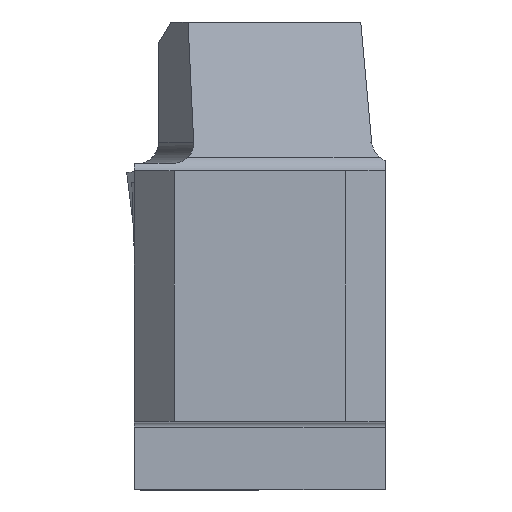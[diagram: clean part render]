
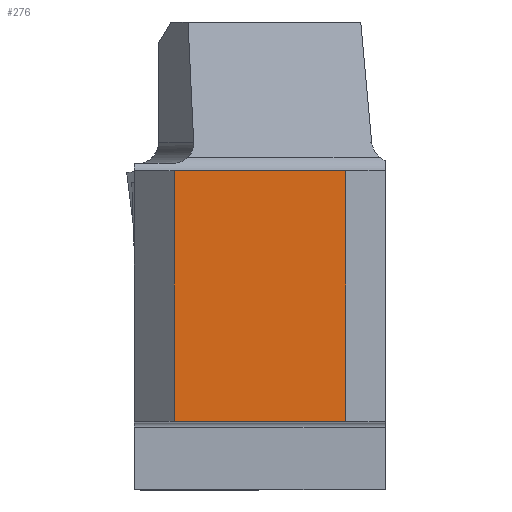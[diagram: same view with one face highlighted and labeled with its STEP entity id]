
A CAD part, top view. The second image highlights one B-rep face of the part: STEP entity #276.
In plain terms, the highlighted planar face has unit normal (0, 0, 1).
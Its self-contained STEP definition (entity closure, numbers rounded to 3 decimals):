
#276=ADVANCED_FACE('CU_BACK_SU1',(#452),#385,.F.);
#385=PLANE('',#2242);
#452=FACE_OUTER_BOUND('',#556,.T.);
#556=EDGE_LOOP('',(#811,#812,#813,#814));
#811=ORIENTED_EDGE('',*,*,#1576,.F.);
#812=ORIENTED_EDGE('',*,*,#1577,.T.);
#813=ORIENTED_EDGE('',*,*,#1578,.T.);
#814=ORIENTED_EDGE('',*,*,#1579,.F.);
#1367=VERTEX_POINT('',#3175);
#1368=VERTEX_POINT('',#3176);
#1369=VERTEX_POINT('',#3178);
#1370=VERTEX_POINT('',#3180);
#1576=EDGE_CURVE('',#1367,#1368,#1846,.T.);
#1577=EDGE_CURVE('',#1367,#1369,#1847,.T.);
#1578=EDGE_CURVE('',#1369,#1370,#1848,.T.);
#1579=EDGE_CURVE('',#1368,#1370,#1849,.T.);
#1846=LINE('',#3174,#2012);
#1847=LINE('',#3177,#2013);
#1848=LINE('',#3179,#2014);
#1849=LINE('',#3181,#2015);
#2012=VECTOR('',#2537,1.);
#2013=VECTOR('',#2538,1.);
#2014=VECTOR('',#2539,1.);
#2015=VECTOR('',#2540,1.);
#2242=AXIS2_PLACEMENT_3D('',#3182,#2541,#2542);
#2537=DIRECTION('',(0.,1.,0.));
#2538=DIRECTION('',(1.,0.,0.));
#2539=DIRECTION('',(0.,1.,0.));
#2540=DIRECTION('',(1.,0.,0.));
#2541=DIRECTION('',(0.,0.,-1.));
#2542=DIRECTION('',(-1.,0.,0.));
#3174=CARTESIAN_POINT('',(-15.975,0.,0.));
#3175=CARTESIAN_POINT('',(-15.975,0.,0.));
#3176=CARTESIAN_POINT('',(-15.975,18.975,0.));
#3177=CARTESIAN_POINT('',(-110.,0.,0.));
#3178=CARTESIAN_POINT('',(-3.,0.,0.));
#3179=CARTESIAN_POINT('',(-3.,0.,0.));
#3180=CARTESIAN_POINT('',(-3.,18.975,0.));
#3181=CARTESIAN_POINT('',(-110.,18.975,0.));
#3182=CARTESIAN_POINT('',(13.451,30.34,0.));
